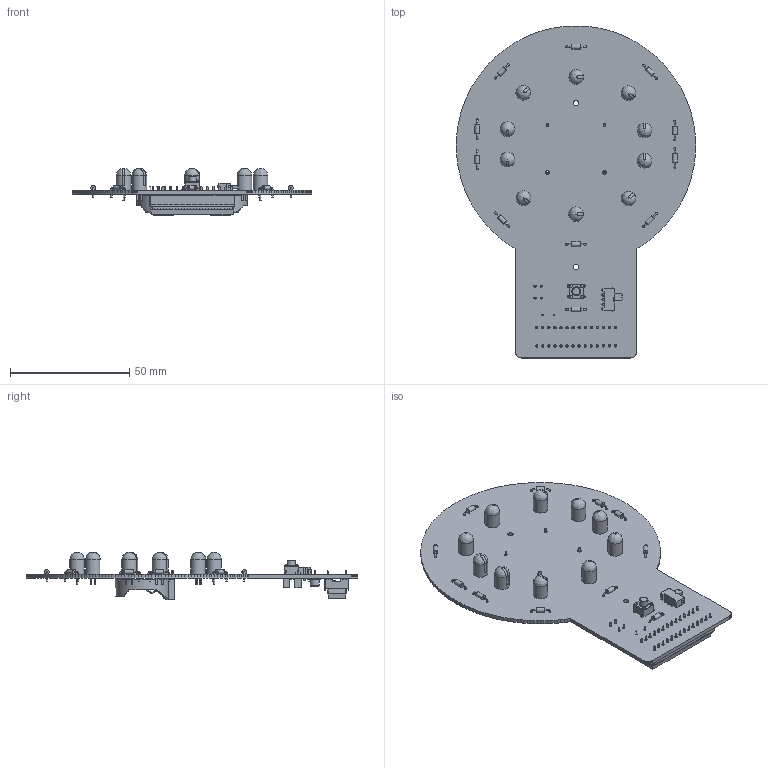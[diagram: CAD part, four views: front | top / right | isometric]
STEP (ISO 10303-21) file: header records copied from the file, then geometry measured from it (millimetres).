
FILE_DESCRIPTION(/* description */ (''),/* implementation_level */ '2;1');
FILE_NAME(/* name */ 'EnsemblePCB.stp',/* time_stamp */ '2023-11-16T11:59:50+01:00',/* author */ ('digiacom'),/* organization */ (''),/* preprocessor_version */ 'ST-DEVELOPER v19.2',/* originating_system */ 'Autodesk Inventor 2024',/* authorisation */ '');
FILE_SCHEMA (('AUTOMOTIVE_DESIGN { 1 0 10303 214 3 1 1 }'));
Products named in the file (12): EnsemblePCB; ATMegaSpin; BS-7; ED281DT; ATMEGA328-PU; ECS-80-18-4XDN; product; product_1; product_2; product_3; CUI_DEVICES_TS02-66-60-BK-160-SCR-D; MFS101D-6-Z
Assembly tree (31 placements, depth 2):
  EnsemblePCB
    ATMegaSpin
    BS-7  x2
    ED281DT
    ATMEGA328-PU
    ECS-80-18-4XDN
    product
    product_1
    product_2  x11
    product_3  x10
    CUI_DEVICES_TS02-66-60-BK-160-SCR-D
    MFS101D-6-Z
Bounding box: 100.19 x 138.99 x 19.81 mm (x, y, z)
Volume: 23001 mm3; surface area: 32850.5 mm2
Topology: 156 solids, 156 shells, 3054 faces, 7717 edges, 5010 vertices
Faces by surface type: plane 2445, cylinder 535, bspline 34, torus 33, sphere 4, cone 3
Full cylindrical faces by diameter (mm): 0.43 x2, 0.533 x44, 0.559 x32, 0.63 x2, 0.7 x2, 0.787 x22, 0.813 x24, 1 x32, 1.092 x3, 1.1 x2, 1.168 x2, 1.2 x8, 1.499 x4, 1.524 x6, 2.007 x11, 2.2 x2, 3.7 x1, 6.096 x10
Entity records: 79036 total; most frequent: CARTESIAN_POINT 13945, ORIENTED_EDGE 13390, DIRECTION 12763, EDGE_CURVE 6695, LINE 5809, VECTOR 5809, VERTEX_POINT 4340, AXIS2_PLACEMENT_3D 3477
